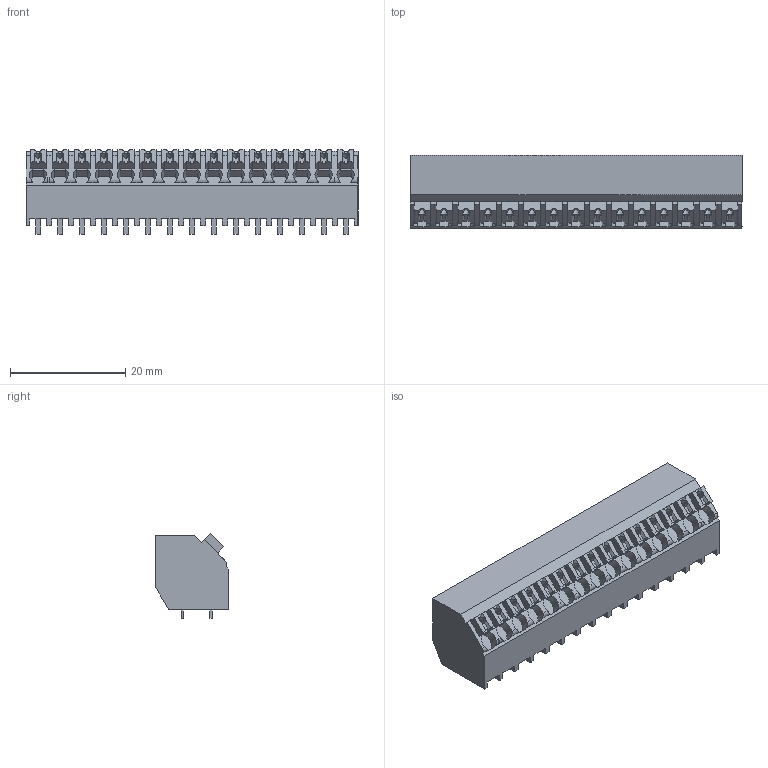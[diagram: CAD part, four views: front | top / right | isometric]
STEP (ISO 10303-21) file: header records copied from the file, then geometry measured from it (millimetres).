
FILE_DESCRIPTION(('CATIA V5 STEP Exchange','CAx-IF Rec.Pracs.--- Model Styling and Organization---1.2---2011-12-15'),'2;1');
FILE_NAME ('D1458490_0_1885550000_1885550000.stp','2018-03-20T11:15:07+00:00',('none'),('Weidmueller'),'CATIA Version 5-6 Release 2014','CATIA V5 STEP AP214','none');
FILE_SCHEMA(('AUTOMOTIVE_DESIGN { 1 0 10303 214 1 1 1 1 }'));
Length unit declared in the file: millimetre
Products named in the file (1): 1885550000
Bounding box: 57.54 x 12.7 x 14.66 mm (x, y, z)
Volume: 6579.6 mm3; surface area: 5988.6 mm2
Topology: 46 solids, 46 shells, 915 faces, 2629 edges, 1806 vertices
Faces by surface type: plane 836, cylinder 79
Entity records: 27439 total; most frequent: CARTESIAN_POINT 5428, ORIENTED_EDGE 5258, DIRECTION 3353, EDGE_CURVE 2629, VECTOR 2324, LINE 2324, VERTEX_POINT 1806, EDGE_LOOP 945
